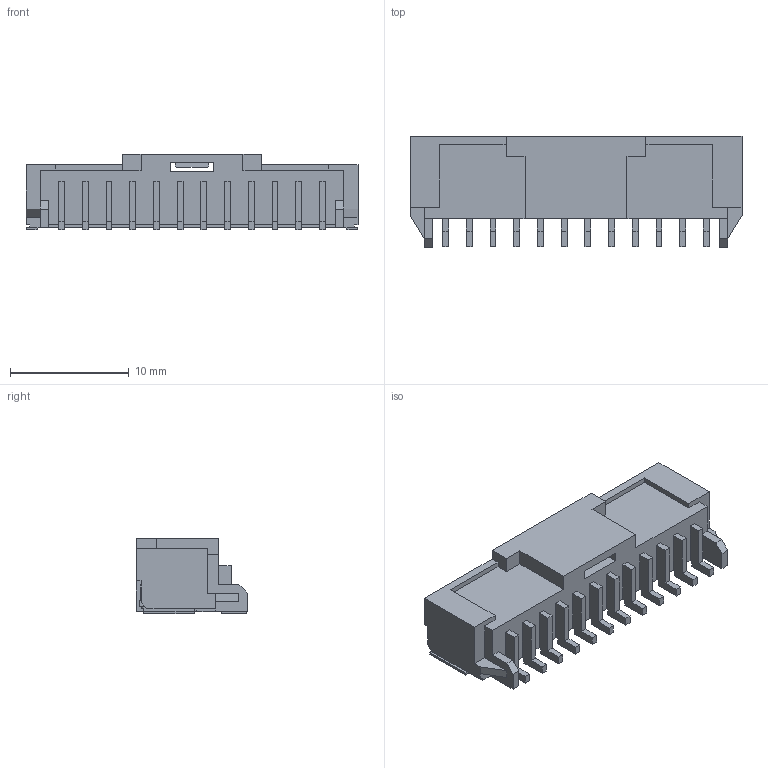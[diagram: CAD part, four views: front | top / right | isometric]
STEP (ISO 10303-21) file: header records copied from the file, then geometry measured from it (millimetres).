
FILE_DESCRIPTION((''),'2;1');
FILE_NAME('5023521200','2017-05-30T',('ksrinivasara'),(''),'PRO/ENGINEER BY PARAMETRIC TECHNOLOGY CORPORATION, 2012310','PRO/ENGINEER BY PARAMETRIC TECHNOLOGY CORPORATION, 2012310','');
FILE_SCHEMA(('CONFIG_CONTROL_DESIGN'));
Length unit declared in the file: millimetre
Products named in the file (1): 5023521200
Bounding box: 28 x 9.4 x 6.4 mm (x, y, z)
Volume: 545.3 mm3; surface area: 1486.1 mm2
Topology: 1 solids, 1 shells, 433 faces, 1241 edges, 818 vertices
Faces by surface type: plane 425, cylinder 8
Entity records: 13740 total; most frequent: CARTESIAN_POINT 2437, ORIENTED_EDGE 2370, DIRECTION 2125, VECTOR 1225, LINE 1225, EDGE_CURVE 1185, VERTEX_POINT 762, EDGE_LOOP 451
